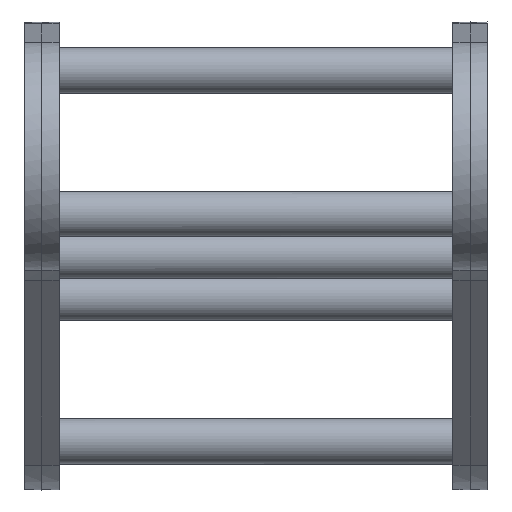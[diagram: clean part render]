
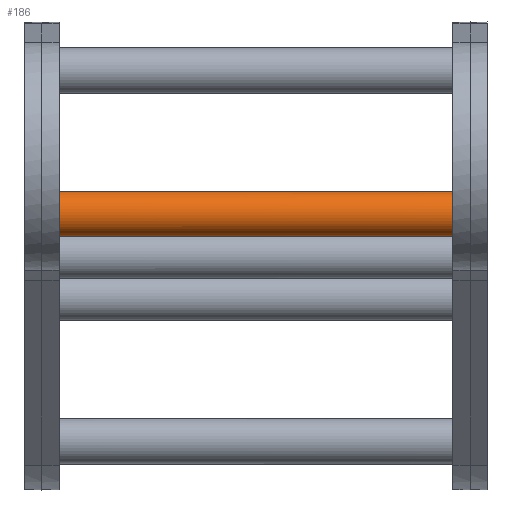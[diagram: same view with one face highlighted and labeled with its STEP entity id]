
A CAD part, front view. The second image highlights one B-rep face of the part: STEP entity #186.
In plain terms, the highlighted free-form (B-spline) face has degree [2, 1] with [9, 2] control points.
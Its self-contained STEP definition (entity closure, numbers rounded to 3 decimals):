
#186=ADVANCED_FACE('',(#402),#3743,.T.);
#402=FACE_OUTER_BOUND('',#649,.T.);
#649=EDGE_LOOP('',(#1202,#1203,#1204,#1205));
#1202=ORIENTED_EDGE('',*,*,#2211,.F.);
#1203=ORIENTED_EDGE('',*,*,#2216,.T.);
#1204=ORIENTED_EDGE('',*,*,#2213,.F.);
#1205=ORIENTED_EDGE('',*,*,#2217,.T.);
#2211=EDGE_CURVE('',#3343,#3344,#2948,.T.);
#2213=EDGE_CURVE('',#3345,#3342,#2950,.T.);
#2216=EDGE_CURVE('',#3343,#3342,#2953,.T.);
#2217=EDGE_CURVE('',#3345,#3344,#2954,.T.);
#2948=(
BOUNDED_CURVE()
B_SPLINE_CURVE(1,(#5861,#5862),.UNSPECIFIED.,.F.,.F.)
B_SPLINE_CURVE_WITH_KNOTS((2,2),(0.,68.96),.UNSPECIFIED.)
CURVE()
GEOMETRIC_REPRESENTATION_ITEM()
RATIONAL_B_SPLINE_CURVE((1.,1.))
REPRESENTATION_ITEM('')
);
#2950=(
BOUNDED_CURVE()
B_SPLINE_CURVE(1,(#5868,#5869),.UNSPECIFIED.,.F.,.F.)
B_SPLINE_CURVE_WITH_KNOTS((2,2),(-68.96,0.),.UNSPECIFIED.)
CURVE()
GEOMETRIC_REPRESENTATION_ITEM()
RATIONAL_B_SPLINE_CURVE((1.,1.))
REPRESENTATION_ITEM('')
);
#2953=(
BOUNDED_CURVE()
B_SPLINE_CURVE(2,(#5880,#5881,#5882,#5883,#5884),.UNSPECIFIED.,.F.,.F.)
B_SPLINE_CURVE_WITH_KNOTS((3,2,3),(-12.566,-6.283,
0.),.UNSPECIFIED.)
CURVE()
GEOMETRIC_REPRESENTATION_ITEM()
RATIONAL_B_SPLINE_CURVE((1.,0.707,1.,0.707,1.))
REPRESENTATION_ITEM('')
);
#2954=(
BOUNDED_CURVE()
B_SPLINE_CURVE(2,(#5885,#5886,#5887,#5888,#5889),.UNSPECIFIED.,.F.,.F.)
B_SPLINE_CURVE_WITH_KNOTS((3,2,3),(-12.566,-6.283,
0.),.UNSPECIFIED.)
CURVE()
GEOMETRIC_REPRESENTATION_ITEM()
RATIONAL_B_SPLINE_CURVE((1.,0.707,1.,0.707,1.))
REPRESENTATION_ITEM('')
);
#3342=VERTEX_POINT('',#5838);
#3343=VERTEX_POINT('',#5839);
#3344=VERTEX_POINT('',#5840);
#3345=VERTEX_POINT('',#5841);
#3743=(
BOUNDED_SURFACE()
B_SPLINE_SURFACE(2,1,((#5815,#5816),(#5817,#5818),(#5819,#5820),(#5821,
#5822),(#5823,#5824),(#5825,#5826),(#5827,#5828),(#5829,#5830),(#5831,#5832)),
 .UNSPECIFIED.,.T.,.F.,.F.)
B_SPLINE_SURFACE_WITH_KNOTS((3,2,2,2,3),(2,2),(0.,1.571,3.142,
4.712,6.283),(0.,82.754),.UNSPECIFIED.)
GEOMETRIC_REPRESENTATION_ITEM()
RATIONAL_B_SPLINE_SURFACE(((1.,1.),(0.707,0.707),
(1.,1.),(0.707,0.707),(1.,1.),(0.707,
0.707),(1.,1.),(0.707,0.707),(1.,1.)))
REPRESENTATION_ITEM('')
SURFACE()
);
#5815=CARTESIAN_POINT('',(41.377,0.255,-13.976));
#5816=CARTESIAN_POINT('',(-41.377,0.255,-13.976));
#5817=CARTESIAN_POINT('',(41.377,0.255,-17.976));
#5818=CARTESIAN_POINT('',(-41.377,0.255,-17.976));
#5819=CARTESIAN_POINT('',(41.377,-3.745,-17.976));
#5820=CARTESIAN_POINT('',(-41.377,-3.745,-17.976));
#5821=CARTESIAN_POINT('',(41.377,-7.745,-17.976));
#5822=CARTESIAN_POINT('',(-41.377,-7.745,-17.976));
#5823=CARTESIAN_POINT('',(41.377,-7.745,-13.976));
#5824=CARTESIAN_POINT('',(-41.377,-7.745,-13.976));
#5825=CARTESIAN_POINT('',(41.377,-7.745,-9.976));
#5826=CARTESIAN_POINT('',(-41.377,-7.745,-9.976));
#5827=CARTESIAN_POINT('',(41.377,-3.745,-9.976));
#5828=CARTESIAN_POINT('',(-41.377,-3.745,-9.976));
#5829=CARTESIAN_POINT('',(41.377,0.255,-9.976));
#5830=CARTESIAN_POINT('',(-41.377,0.255,-9.976));
#5831=CARTESIAN_POINT('',(41.377,0.255,-13.976));
#5832=CARTESIAN_POINT('',(-41.377,0.255,-13.976));
#5838=CARTESIAN_POINT('',(34.48,-3.745,-9.976));
#5839=CARTESIAN_POINT('',(34.48,-3.745,-17.976));
#5840=CARTESIAN_POINT('',(-34.48,-3.745,-17.976));
#5841=CARTESIAN_POINT('',(-34.48,-3.745,-9.976));
#5861=CARTESIAN_POINT('',(34.48,-3.745,-17.976));
#5862=CARTESIAN_POINT('',(-34.48,-3.745,-17.976));
#5868=CARTESIAN_POINT('',(-34.48,-3.745,-9.976));
#5869=CARTESIAN_POINT('',(34.48,-3.745,-9.976));
#5880=CARTESIAN_POINT('',(34.48,-3.745,-17.976));
#5881=CARTESIAN_POINT('',(34.48,-7.745,-17.976));
#5882=CARTESIAN_POINT('',(34.48,-7.745,-13.976));
#5883=CARTESIAN_POINT('',(34.48,-7.745,-9.976));
#5884=CARTESIAN_POINT('',(34.48,-3.745,-9.976));
#5885=CARTESIAN_POINT('',(-34.48,-3.745,-9.976));
#5886=CARTESIAN_POINT('',(-34.48,-7.745,-9.976));
#5887=CARTESIAN_POINT('',(-34.48,-7.745,-13.976));
#5888=CARTESIAN_POINT('',(-34.48,-7.745,-17.976));
#5889=CARTESIAN_POINT('',(-34.48,-3.745,-17.976));
